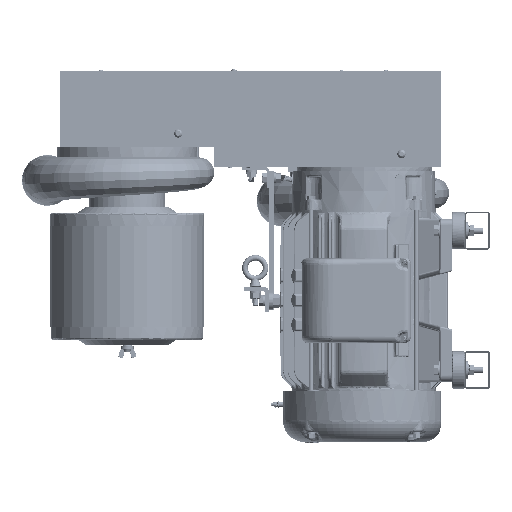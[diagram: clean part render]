
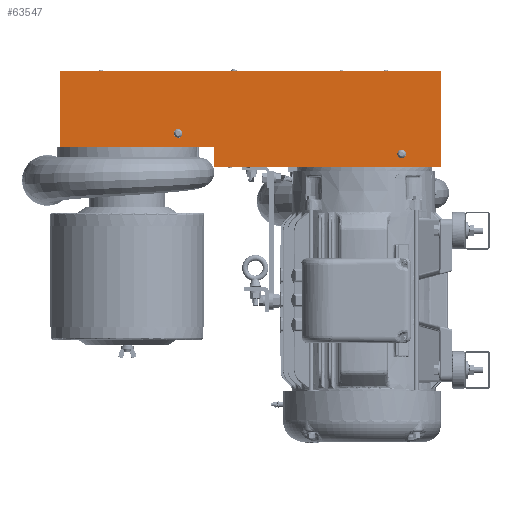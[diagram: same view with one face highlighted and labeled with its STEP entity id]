
A CAD part, left-side view. The second image highlights one B-rep face of the part: STEP entity #63547.
In plain terms, the highlighted planar face has unit normal (-1, 0, 0).
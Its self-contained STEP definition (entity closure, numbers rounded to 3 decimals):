
#1352=LINE('',#115539,#3932);
#1400=LINE('',#115721,#3980);
#1402=LINE('',#115725,#3982);
#1403=LINE('',#115727,#3983);
#1404=LINE('',#115729,#3984);
#1405=LINE('',#115730,#3985);
#3932=VECTOR('',#75571,0.394);
#3980=VECTOR('',#75685,0.394);
#3982=VECTOR('',#75689,0.394);
#3983=VECTOR('',#75690,0.394);
#3984=VECTOR('',#75691,0.394);
#3985=VECTOR('',#75692,0.394);
#9379=FACE_BOUND('',#16792,.T.);
#9380=FACE_BOUND('',#16793,.T.);
#12457=FACE_OUTER_BOUND('',#16791,.T.);
#16791=EDGE_LOOP('',(#42324,#42325,#42326,#42327,#42328,#42329));
#16792=EDGE_LOOP('',(#42330));
#16793=EDGE_LOOP('',(#42331));
#21554=CIRCLE('',#67939,0.341);
#21581=CIRCLE('',#67979,0.341);
#25703=VERTEX_POINT('',#115521);
#25710=VERTEX_POINT('',#115536);
#25711=VERTEX_POINT('',#115538);
#25770=VERTEX_POINT('',#115720);
#25771=VERTEX_POINT('',#115724);
#25772=VERTEX_POINT('',#115726);
#25773=VERTEX_POINT('',#115728);
#25774=VERTEX_POINT('',#115731);
#31980=EDGE_CURVE('',#25703,#25703,#21554,.T.);
#31987=EDGE_CURVE('',#25710,#25711,#1352,.F.);
#32061=EDGE_CURVE('',#25770,#25710,#1400,.F.);
#32063=EDGE_CURVE('',#25770,#25771,#1402,.F.);
#32064=EDGE_CURVE('',#25771,#25772,#1403,.T.);
#32065=EDGE_CURVE('',#25772,#25773,#1404,.F.);
#32066=EDGE_CURVE('',#25773,#25711,#1405,.F.);
#32067=EDGE_CURVE('',#25774,#25774,#21581,.F.);
#42324=ORIENTED_EDGE('',*,*,#32061,.F.);
#42325=ORIENTED_EDGE('',*,*,#32063,.T.);
#42326=ORIENTED_EDGE('',*,*,#32064,.T.);
#42327=ORIENTED_EDGE('',*,*,#32065,.T.);
#42328=ORIENTED_EDGE('',*,*,#32066,.T.);
#42329=ORIENTED_EDGE('',*,*,#31987,.F.);
#42330=ORIENTED_EDGE('',*,*,#31980,.T.);
#42331=ORIENTED_EDGE('',*,*,#32067,.T.);
#62361=PLANE('',#67978);
#63547=ADVANCED_FACE('',(#12457,#9379,#9380),#62361,.T.);
#67939=AXIS2_PLACEMENT_3D('',#115522,#75556,#75557);
#67978=AXIS2_PLACEMENT_3D('',#115723,#75687,#75688);
#67979=AXIS2_PLACEMENT_3D('',#115732,#75693,#75694);
#75556=DIRECTION('center_axis',(1.,0.,0.));
#75557=DIRECTION('ref_axis',(0.,-1.,0.));
#75571=DIRECTION('',(0.,-1.,0.));
#75685=DIRECTION('',(0.,0.,1.));
#75687=DIRECTION('center_axis',(-1.,0.,0.));
#75688=DIRECTION('ref_axis',(0.,1.,0.));
#75689=DIRECTION('',(0.,-1.,0.));
#75690=DIRECTION('',(0.,0.,-1.));
#75691=DIRECTION('',(0.,1.,0.));
#75692=DIRECTION('',(0.,0.,1.));
#75693=DIRECTION('center_axis',(-1.,0.,0.));
#75694=DIRECTION('ref_axis',(0.,-1.,0.));
#115521=CARTESIAN_POINT('',(17.331,25.88,-4.725));
#115522=CARTESIAN_POINT('Origin',(17.331,25.62,-4.945));
#115536=CARTESIAN_POINT('',(17.331,4.879,-7.63));
#115538=CARTESIAN_POINT('',(17.331,22.754,-7.63));
#115539=CARTESIAN_POINT('',(17.331,11.067,-7.63));
#115720=CARTESIAN_POINT('',(17.331,4.879,0.));
#115721=CARTESIAN_POINT('',(17.331,4.879,0.));
#115723=CARTESIAN_POINT('Origin',(17.331,4.879,0.));
#115724=CARTESIAN_POINT('',(17.331,34.959,0.));
#115725=CARTESIAN_POINT('',(17.331,11.067,0.));
#115726=CARTESIAN_POINT('',(17.331,34.959,-6.005));
#115727=CARTESIAN_POINT('',(17.331,34.959,0.));
#115728=CARTESIAN_POINT('',(17.331,22.754,-6.005));
#115729=CARTESIAN_POINT('',(17.331,12.406,-6.005));
#115730=CARTESIAN_POINT('',(17.331,22.754,-3.815));
#115731=CARTESIAN_POINT('',(17.331,8.311,-6.571));
#115732=CARTESIAN_POINT('Origin',(17.331,7.97,-6.571));
